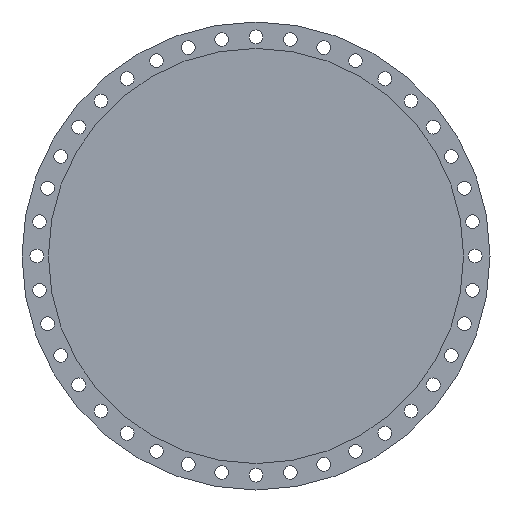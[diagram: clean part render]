
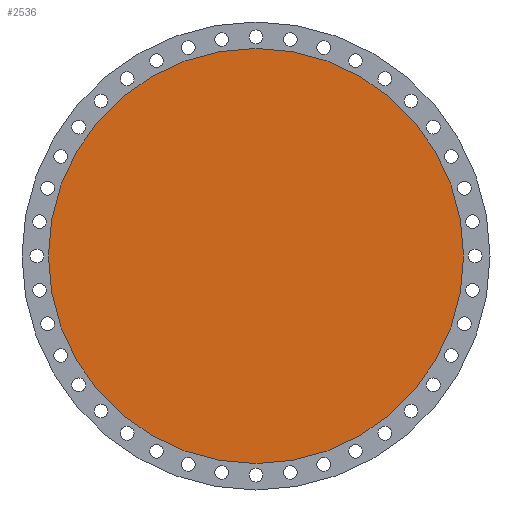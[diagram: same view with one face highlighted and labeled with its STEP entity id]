
A CAD part, left-side view. The second image highlights one B-rep face of the part: STEP entity #2536.
In plain terms, the highlighted planar face has unit normal (-1, 0, 0).
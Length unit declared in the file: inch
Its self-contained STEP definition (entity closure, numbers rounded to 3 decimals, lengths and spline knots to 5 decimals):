
#3 = DIRECTION ( 'NONE',  ( 0., 0., 1. ) ) ;
#79 = FACE_OUTER_BOUND ( 'NONE', #890, .T. ) ;
#139 = VERTEX_POINT ( 'NONE', #3073 ) ;
#466 = CARTESIAN_POINT ( 'NONE',  ( 0., 0., -24.5 ) ) ;
#498 = CARTESIAN_POINT ( 'NONE',  ( 0., 0., 0. ) ) ;
#753 = EDGE_CURVE ( 'NONE', #2936, #139, #2362, .T. ) ;
#771 = DIRECTION ( 'NONE',  ( -1., 0., 0. ) ) ;
#795 = DIRECTION ( 'NONE',  ( -1., 0., 0. ) ) ;
#850 = AXIS2_PLACEMENT_3D ( 'NONE', #498, #771, #3 ) ;
#859 = CARTESIAN_POINT ( 'NONE',  ( 0., 0., 0. ) ) ;
#890 = EDGE_LOOP ( 'NONE', ( #1034, #2121 ) ) ;
#1034 = ORIENTED_EDGE ( 'NONE', *, *, #3144, .T. ) ;
#1107 = AXIS2_PLACEMENT_3D ( 'NONE', #2539, #795, #2314 ) ;
#1319 = CIRCLE ( 'NONE', #850, 24.5 ) ;
#1836 = PLANE ( 'NONE',  #3017 ) ;
#2121 = ORIENTED_EDGE ( 'NONE', *, *, #753, .T. ) ;
#2314 = DIRECTION ( 'NONE',  ( 0., 0., 1. ) ) ;
#2334 = DIRECTION ( 'NONE',  ( 0., 0., 1. ) ) ;
#2362 = CIRCLE ( 'NONE', #1107, 24.5 ) ;
#2536 = ADVANCED_FACE ( 'NONE', ( #79 ), #1836, .T. ) ;
#2539 = CARTESIAN_POINT ( 'NONE',  ( 0., 0., 0. ) ) ;
#2608 = DIRECTION ( 'NONE',  ( -1., 0., 0. ) ) ;
#2936 = VERTEX_POINT ( 'NONE', #466 ) ;
#3017 = AXIS2_PLACEMENT_3D ( 'NONE', #859, #2608, #2334 ) ;
#3073 = CARTESIAN_POINT ( 'NONE',  ( 0., 0., 24.5 ) ) ;
#3144 = EDGE_CURVE ( 'NONE', #139, #2936, #1319, .T. ) ;
